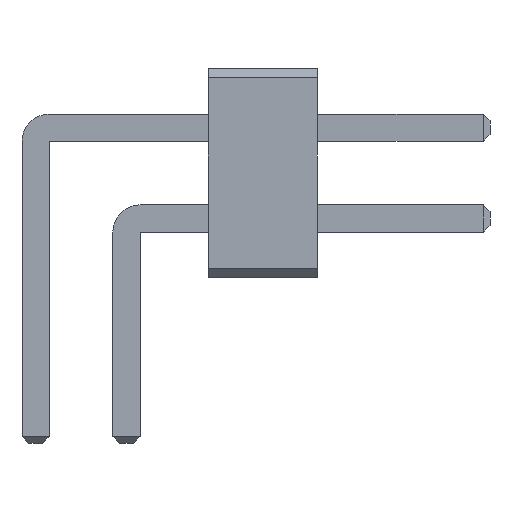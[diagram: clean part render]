
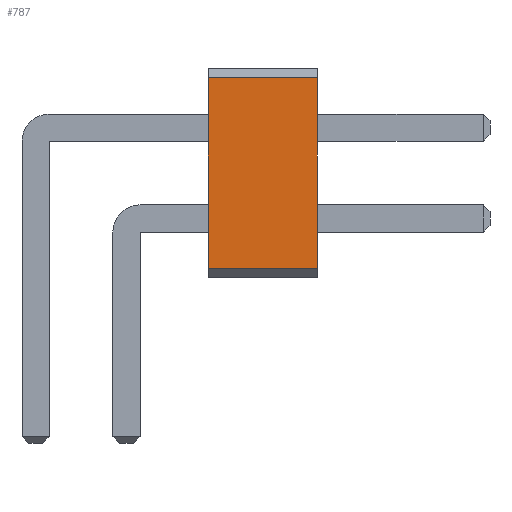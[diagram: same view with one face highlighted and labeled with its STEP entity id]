
A CAD part, front view. The second image highlights one B-rep face of the part: STEP entity #787.
In plain terms, the highlighted planar face has unit normal (0, -1, 0).
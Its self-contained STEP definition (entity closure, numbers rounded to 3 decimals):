
#13=DIRECTION('',(0.,0.,1.));
#27=VECTOR('',#28,1.);
#28=DIRECTION('',(1.,0.,0.));
#57=DIRECTION('',(0.,-1.,0.));
#774=VERTEX_POINT('',#775);
#775=CARTESIAN_POINT('',(3.1,-12.5,0.1));
#778=EDGE_CURVE('',#779,#774,#781,.T.);
#779=VERTEX_POINT('',#780);
#780=CARTESIAN_POINT('',(1.9,-12.5,0.1));
#781=LINE('',#780,#27);
#787=ADVANCED_FACE('',(#788),#805,.T.);
#788=FACE_BOUND('',#789,.T.);
#789=EDGE_LOOP('',(#790,#791,#797,#802));
#790=ORIENTED_EDGE('',*,*,#778,.T.);
#791=ORIENTED_EDGE('',*,*,#792,.T.);
#792=EDGE_CURVE('',#774,#793,#795,.T.);
#793=VERTEX_POINT('',#794);
#794=CARTESIAN_POINT('',(3.1,-12.5,2.2));
#795=LINE('',#775,#796);
#796=VECTOR('',#13,1.);
#797=ORIENTED_EDGE('',*,*,#798,.F.);
#798=EDGE_CURVE('',#799,#793,#801,.T.);
#799=VERTEX_POINT('',#800);
#800=CARTESIAN_POINT('',(1.9,-12.5,2.2));
#801=LINE('',#800,#27);
#802=ORIENTED_EDGE('',*,*,#803,.F.);
#803=EDGE_CURVE('',#779,#799,#804,.T.);
#804=LINE('',#780,#796);
#805=PLANE('',#806);
#806=AXIS2_PLACEMENT_3D('',#780,#57,#13);
